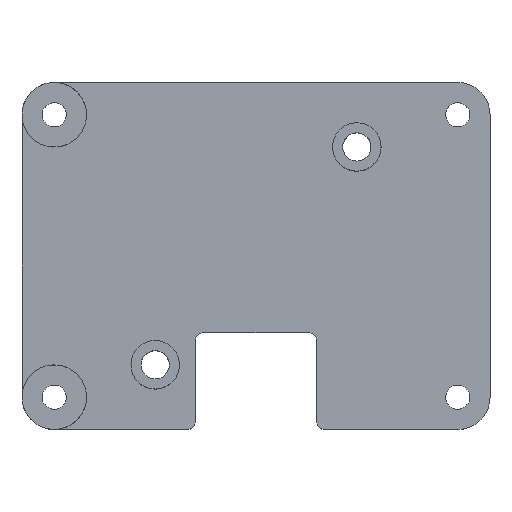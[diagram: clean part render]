
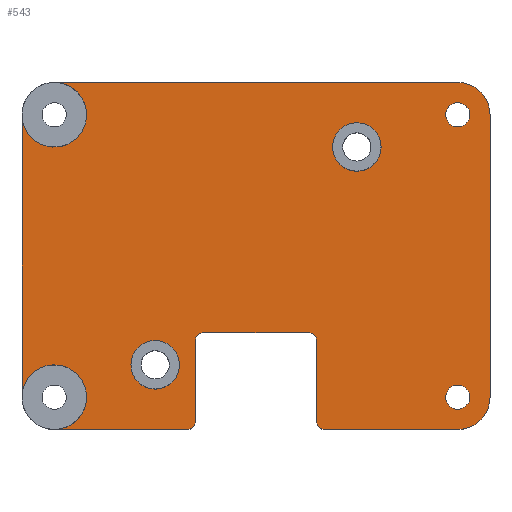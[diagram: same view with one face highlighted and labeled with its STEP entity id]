
A CAD part, top view. The second image highlights one B-rep face of the part: STEP entity #543.
In plain terms, the highlighted planar face has unit normal (0, 0, 1).
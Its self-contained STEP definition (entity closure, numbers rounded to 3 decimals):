
#15=FACE_BOUND('',#78,.T.);
#16=FACE_BOUND('',#79,.T.);
#17=FACE_BOUND('',#80,.T.);
#18=FACE_BOUND('',#81,.T.);
#31=PLANE('',#591);
#47=FACE_OUTER_BOUND('',#77,.T.);
#77=EDGE_LOOP('',(#383,#384,#385,#386,#387,#388,#389,#390,#391,#392,#393,
#394,#395,#396,#397,#398,#399,#400));
#78=EDGE_LOOP('',(#401));
#79=EDGE_LOOP('',(#402));
#80=EDGE_LOOP('',(#403));
#81=EDGE_LOOP('',(#404));
#119=LINE('',#837,#161);
#123=LINE('',#849,#165);
#126=LINE('',#855,#168);
#127=LINE('',#859,#169);
#128=LINE('',#863,#170);
#129=LINE('',#867,#171);
#130=LINE('',#873,#172);
#131=LINE('',#879,#173);
#161=VECTOR('',#661,10.);
#165=VECTOR('',#673,10.);
#168=VECTOR('',#678,10.);
#169=VECTOR('',#681,10.);
#170=VECTOR('',#684,10.);
#171=VECTOR('',#687,10.);
#172=VECTOR('',#692,10.);
#173=VECTOR('',#697,10.);
#201=CIRCLE('',#584,1.);
#203=CIRCLE('',#588,1.);
#205=CIRCLE('',#592,1.);
#206=CIRCLE('',#593,4.);
#207=CIRCLE('',#594,4.);
#208=CIRCLE('',#595,4.);
#209=CIRCLE('',#596,4.);
#210=CIRCLE('',#597,4.);
#211=CIRCLE('',#598,4.);
#212=CIRCLE('',#599,1.);
#213=CIRCLE('',#600,3.);
#214=CIRCLE('',#601,3.);
#215=CIRCLE('',#602,1.5);
#216=CIRCLE('',#603,1.5);
#237=VERTEX_POINT('',#827);
#238=VERTEX_POINT('',#828);
#241=VERTEX_POINT('',#836);
#243=VERTEX_POINT('',#842);
#245=VERTEX_POINT('',#848);
#247=VERTEX_POINT('',#854);
#248=VERTEX_POINT('',#856);
#249=VERTEX_POINT('',#858);
#250=VERTEX_POINT('',#860);
#251=VERTEX_POINT('',#862);
#252=VERTEX_POINT('',#864);
#253=VERTEX_POINT('',#866);
#254=VERTEX_POINT('',#868);
#255=VERTEX_POINT('',#870);
#256=VERTEX_POINT('',#872);
#257=VERTEX_POINT('',#874);
#258=VERTEX_POINT('',#876);
#259=VERTEX_POINT('',#878);
#260=VERTEX_POINT('',#881);
#261=VERTEX_POINT('',#883);
#262=VERTEX_POINT('',#885);
#263=VERTEX_POINT('',#887);
#289=EDGE_CURVE('',#237,#238,#201,.T.);
#293=EDGE_CURVE('',#241,#238,#119,.T.);
#296=EDGE_CURVE('',#241,#243,#203,.T.);
#299=EDGE_CURVE('',#245,#243,#123,.T.);
#302=EDGE_CURVE('',#237,#247,#126,.T.);
#303=EDGE_CURVE('',#248,#247,#205,.T.);
#304=EDGE_CURVE('',#248,#249,#127,.T.);
#305=EDGE_CURVE('',#250,#249,#206,.T.);
#306=EDGE_CURVE('',#250,#251,#128,.T.);
#307=EDGE_CURVE('',#252,#251,#207,.T.);
#308=EDGE_CURVE('',#252,#253,#129,.T.);
#309=EDGE_CURVE('',#253,#254,#208,.T.);
#310=EDGE_CURVE('',#254,#255,#209,.T.);
#311=EDGE_CURVE('',#255,#256,#130,.T.);
#312=EDGE_CURVE('',#256,#257,#210,.T.);
#313=EDGE_CURVE('',#257,#258,#211,.T.);
#314=EDGE_CURVE('',#258,#259,#131,.T.);
#315=EDGE_CURVE('',#245,#259,#212,.T.);
#316=EDGE_CURVE('',#260,#260,#213,.T.);
#317=EDGE_CURVE('',#261,#261,#214,.T.);
#318=EDGE_CURVE('',#262,#262,#215,.T.);
#319=EDGE_CURVE('',#263,#263,#216,.T.);
#383=ORIENTED_EDGE('',*,*,#299,.T.);
#384=ORIENTED_EDGE('',*,*,#296,.F.);
#385=ORIENTED_EDGE('',*,*,#293,.T.);
#386=ORIENTED_EDGE('',*,*,#289,.F.);
#387=ORIENTED_EDGE('',*,*,#302,.T.);
#388=ORIENTED_EDGE('',*,*,#303,.F.);
#389=ORIENTED_EDGE('',*,*,#304,.T.);
#390=ORIENTED_EDGE('',*,*,#305,.F.);
#391=ORIENTED_EDGE('',*,*,#306,.T.);
#392=ORIENTED_EDGE('',*,*,#307,.F.);
#393=ORIENTED_EDGE('',*,*,#308,.T.);
#394=ORIENTED_EDGE('',*,*,#309,.T.);
#395=ORIENTED_EDGE('',*,*,#310,.T.);
#396=ORIENTED_EDGE('',*,*,#311,.T.);
#397=ORIENTED_EDGE('',*,*,#312,.T.);
#398=ORIENTED_EDGE('',*,*,#313,.T.);
#399=ORIENTED_EDGE('',*,*,#314,.T.);
#400=ORIENTED_EDGE('',*,*,#315,.F.);
#401=ORIENTED_EDGE('',*,*,#316,.T.);
#402=ORIENTED_EDGE('',*,*,#317,.T.);
#403=ORIENTED_EDGE('',*,*,#318,.T.);
#404=ORIENTED_EDGE('',*,*,#319,.T.);
#543=ADVANCED_FACE('',(#47,#15,#16,#17,#18),#31,.T.);
#584=AXIS2_PLACEMENT_3D('',#829,#653,#654);
#588=AXIS2_PLACEMENT_3D('',#843,#666,#667);
#591=AXIS2_PLACEMENT_3D('',#853,#676,#677);
#592=AXIS2_PLACEMENT_3D('',#857,#679,#680);
#593=AXIS2_PLACEMENT_3D('',#861,#682,#683);
#594=AXIS2_PLACEMENT_3D('',#865,#685,#686);
#595=AXIS2_PLACEMENT_3D('',#869,#688,#689);
#596=AXIS2_PLACEMENT_3D('',#871,#690,#691);
#597=AXIS2_PLACEMENT_3D('',#875,#693,#694);
#598=AXIS2_PLACEMENT_3D('',#877,#695,#696);
#599=AXIS2_PLACEMENT_3D('',#880,#698,#699);
#600=AXIS2_PLACEMENT_3D('',#882,#700,#701);
#601=AXIS2_PLACEMENT_3D('',#884,#702,#703);
#602=AXIS2_PLACEMENT_3D('',#886,#704,#705);
#603=AXIS2_PLACEMENT_3D('',#888,#706,#707);
#653=DIRECTION('center_axis',(0.,0.,1.));
#654=DIRECTION('ref_axis',(0.707,0.707,0.));
#661=DIRECTION('',(1.,0.,0.));
#666=DIRECTION('center_axis',(0.,0.,1.));
#667=DIRECTION('ref_axis',(-0.707,0.707,0.));
#673=DIRECTION('',(0.,1.,0.));
#676=DIRECTION('center_axis',(0.,0.,1.));
#677=DIRECTION('ref_axis',(1.,0.,0.));
#678=DIRECTION('',(0.,-1.,0.));
#679=DIRECTION('center_axis',(0.,0.,-1.));
#680=DIRECTION('ref_axis',(-0.707,-0.707,0.));
#681=DIRECTION('',(1.,0.,0.));
#682=DIRECTION('center_axis',(0.,0.,-1.));
#683=DIRECTION('ref_axis',(0.707,-0.707,0.));
#684=DIRECTION('',(0.,1.,0.));
#685=DIRECTION('center_axis',(0.,0.,-1.));
#686=DIRECTION('ref_axis',(0.707,0.707,0.));
#687=DIRECTION('',(-1.,0.,0.));
#688=DIRECTION('center_axis',(0.,0.,-1.));
#689=DIRECTION('ref_axis',(-1.,0.,0.));
#690=DIRECTION('center_axis',(0.,0.,-1.));
#691=DIRECTION('ref_axis',(-1.,0.,0.));
#692=DIRECTION('',(0.,-1.,0.));
#693=DIRECTION('center_axis',(0.,0.,-1.));
#694=DIRECTION('ref_axis',(-1.,0.,0.));
#695=DIRECTION('center_axis',(0.,0.,-1.));
#696=DIRECTION('ref_axis',(-1.,0.,0.));
#697=DIRECTION('',(1.,0.,0.));
#698=DIRECTION('center_axis',(0.,0.,-1.));
#699=DIRECTION('ref_axis',(0.707,-0.707,0.));
#700=DIRECTION('center_axis',(0.,0.,-1.));
#701=DIRECTION('ref_axis',(-1.,0.,0.));
#702=DIRECTION('center_axis',(0.,0.,-1.));
#703=DIRECTION('ref_axis',(-1.,0.,0.));
#704=DIRECTION('center_axis',(0.,0.,-1.));
#705=DIRECTION('ref_axis',(1.,0.,0.));
#706=DIRECTION('center_axis',(0.,0.,-1.));
#707=DIRECTION('ref_axis',(1.,0.,0.));
#827=CARTESIAN_POINT('',(7.5,-10.5,2.));
#828=CARTESIAN_POINT('',(6.5,-9.5,2.));
#829=CARTESIAN_POINT('Origin',(6.5,-10.5,2.));
#836=CARTESIAN_POINT('',(-6.5,-9.5,2.));
#837=CARTESIAN_POINT('',(-3.75,-9.5,2.));
#842=CARTESIAN_POINT('',(-7.5,-10.5,2.));
#843=CARTESIAN_POINT('Origin',(-6.5,-10.5,2.));
#848=CARTESIAN_POINT('',(-7.5,-20.5,2.));
#849=CARTESIAN_POINT('',(-7.5,-6.25,2.));
#853=CARTESIAN_POINT('Origin',(0.,0.,2.));
#854=CARTESIAN_POINT('',(7.5,-20.5,2.));
#855=CARTESIAN_POINT('',(7.5,-5.75,2.));
#856=CARTESIAN_POINT('',(8.5,-21.5,2.));
#857=CARTESIAN_POINT('Origin',(8.5,-20.5,2.));
#858=CARTESIAN_POINT('',(25.,-21.5,2.));
#859=CARTESIAN_POINT('',(29.,-21.5,2.));
#860=CARTESIAN_POINT('',(29.,-17.5,2.));
#861=CARTESIAN_POINT('Origin',(25.,-17.5,2.));
#862=CARTESIAN_POINT('',(29.,17.5,2.));
#863=CARTESIAN_POINT('',(29.,21.5,2.));
#864=CARTESIAN_POINT('',(25.,21.5,2.));
#865=CARTESIAN_POINT('Origin',(25.,17.5,2.));
#866=CARTESIAN_POINT('',(-25.,21.5,2.));
#867=CARTESIAN_POINT('',(-29.,21.5,2.));
#868=CARTESIAN_POINT('',(-22.172,14.672,2.));
#869=CARTESIAN_POINT('Origin',(-25.,17.5,2.));
#870=CARTESIAN_POINT('',(-29.,17.5,2.));
#871=CARTESIAN_POINT('Origin',(-25.,17.5,2.));
#872=CARTESIAN_POINT('',(-29.,-17.5,2.));
#873=CARTESIAN_POINT('',(-29.,-21.5,2.));
#874=CARTESIAN_POINT('',(-22.172,-14.672,2.));
#875=CARTESIAN_POINT('Origin',(-25.,-17.5,2.));
#876=CARTESIAN_POINT('',(-25.,-21.5,2.));
#877=CARTESIAN_POINT('Origin',(-25.,-17.5,2.));
#878=CARTESIAN_POINT('',(-8.5,-21.5,2.));
#879=CARTESIAN_POINT('',(29.,-21.5,2.));
#880=CARTESIAN_POINT('Origin',(-8.5,-20.5,2.));
#881=CARTESIAN_POINT('',(15.5,13.5,2.));
#882=CARTESIAN_POINT('Origin',(12.5,13.5,2.));
#883=CARTESIAN_POINT('',(-9.5,-13.5,2.));
#884=CARTESIAN_POINT('Origin',(-12.5,-13.5,2.));
#885=CARTESIAN_POINT('',(23.5,17.5,2.));
#886=CARTESIAN_POINT('Origin',(25.,17.5,2.));
#887=CARTESIAN_POINT('',(23.5,-17.5,2.));
#888=CARTESIAN_POINT('Origin',(25.,-17.5,2.));
